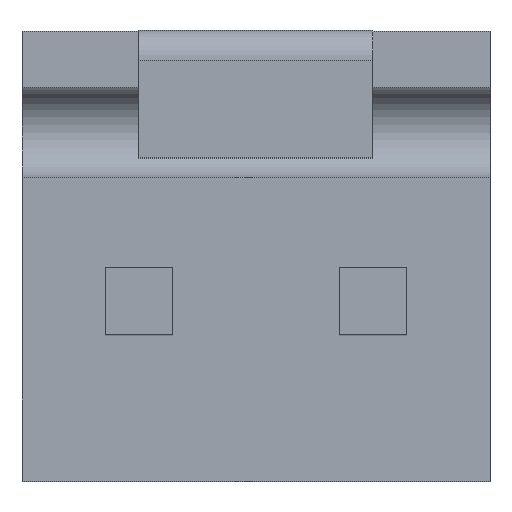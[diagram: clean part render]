
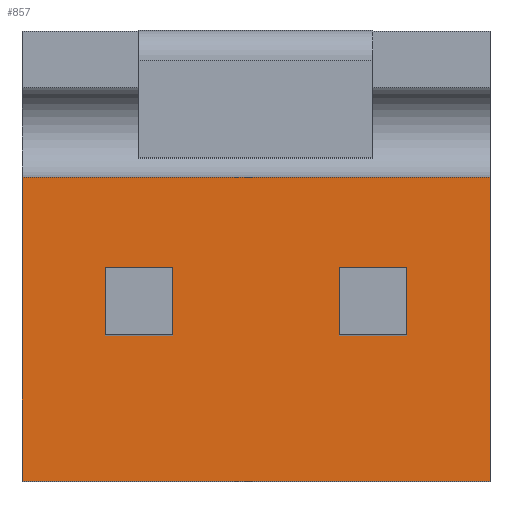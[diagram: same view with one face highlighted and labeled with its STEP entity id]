
A CAD part, top view. The second image highlights one B-rep face of the part: STEP entity #857.
In plain terms, the highlighted planar face has unit normal (0, 0, 1).
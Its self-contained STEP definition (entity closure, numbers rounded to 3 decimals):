
#89=DIRECTION('',(0.,-1.,0.));
#90=VECTOR('',#89,5.144);
#91=CARTESIAN_POINT('',(-3.962,2.108,0.));
#92=LINE('',#91,#90);
#201=DIRECTION('',(1.,0.,0.));
#202=VECTOR('',#201,7.925);
#203=CARTESIAN_POINT('',(-3.962,-3.035,0.));
#204=LINE('',#203,#202);
#205=DIRECTION('',(1.,0.,0.));
#206=VECTOR('',#205,7.925);
#207=CARTESIAN_POINT('',(-3.962,2.108,0.));
#208=LINE('',#207,#206);
#209=DIRECTION('',(0.,-1.,0.));
#210=VECTOR('',#209,1.143);
#211=CARTESIAN_POINT('',(1.41,0.572,0.));
#212=LINE('',#211,#210);
#213=DIRECTION('',(1.,0.,0.));
#214=VECTOR('',#213,1.143);
#215=CARTESIAN_POINT('',(1.41,-0.572,0.));
#216=LINE('',#215,#214);
#217=DIRECTION('',(0.,-1.,0.));
#218=VECTOR('',#217,1.143);
#219=CARTESIAN_POINT('',(2.553,0.572,0.));
#220=LINE('',#219,#218);
#221=DIRECTION('',(1.,0.,0.));
#222=VECTOR('',#221,1.143);
#223=CARTESIAN_POINT('',(1.41,0.572,0.));
#224=LINE('',#223,#222);
#225=DIRECTION('',(0.,-1.,0.));
#226=VECTOR('',#225,1.143);
#227=CARTESIAN_POINT('',(-2.553,0.572,0.));
#228=LINE('',#227,#226);
#229=DIRECTION('',(1.,0.,0.));
#230=VECTOR('',#229,1.143);
#231=CARTESIAN_POINT('',(-2.553,-0.572,0.));
#232=LINE('',#231,#230);
#233=DIRECTION('',(0.,-1.,0.));
#234=VECTOR('',#233,1.143);
#235=CARTESIAN_POINT('',(-1.41,0.572,0.));
#236=LINE('',#235,#234);
#237=DIRECTION('',(1.,0.,0.));
#238=VECTOR('',#237,1.143);
#239=CARTESIAN_POINT('',(-2.553,0.572,0.));
#240=LINE('',#239,#238);
#351=DIRECTION('',(0.,-1.,0.));
#352=VECTOR('',#351,5.144);
#353=CARTESIAN_POINT('',(3.962,2.108,0.));
#354=LINE('',#353,#352);
#500=CARTESIAN_POINT('',(-3.962,2.108,0.));
#501=VERTEX_POINT('',#500);
#502=CARTESIAN_POINT('',(-3.962,-3.035,0.));
#503=VERTEX_POINT('',#502);
#520=CARTESIAN_POINT('',(3.962,2.108,0.));
#521=VERTEX_POINT('',#520);
#522=CARTESIAN_POINT('',(3.962,-3.035,0.));
#523=VERTEX_POINT('',#522);
#588=CARTESIAN_POINT('',(1.41,0.572,0.));
#589=CARTESIAN_POINT('',(1.41,-0.572,0.));
#590=VERTEX_POINT('',#588);
#591=VERTEX_POINT('',#589);
#592=CARTESIAN_POINT('',(2.553,0.572,0.));
#593=CARTESIAN_POINT('',(2.553,-0.572,0.));
#594=VERTEX_POINT('',#592);
#595=VERTEX_POINT('',#593);
#620=CARTESIAN_POINT('',(-2.553,0.572,0.));
#621=CARTESIAN_POINT('',(-2.553,-0.572,0.));
#622=VERTEX_POINT('',#620);
#623=VERTEX_POINT('',#621);
#624=CARTESIAN_POINT('',(-1.41,0.572,0.));
#625=CARTESIAN_POINT('',(-1.41,-0.572,0.));
#626=VERTEX_POINT('',#624);
#627=VERTEX_POINT('',#625);
#824=CARTESIAN_POINT('',(-3.962,2.108,0.));
#825=DIRECTION('',(0.,0.,1.));
#826=DIRECTION('',(0.,-1.,0.));
#827=AXIS2_PLACEMENT_3D('',#824,#825,#826);
#828=PLANE('',#827);
#829=ORIENTED_EDGE('',*,*,#649,.F.);
#831=ORIENTED_EDGE('',*,*,#830,.T.);
#833=ORIENTED_EDGE('',*,*,#832,.T.);
#834=ORIENTED_EDGE('',*,*,#816,.F.);
#835=EDGE_LOOP('',(#829,#831,#833,#834));
#836=FACE_OUTER_BOUND('',#835,.F.);
#838=ORIENTED_EDGE('',*,*,#837,.T.);
#840=ORIENTED_EDGE('',*,*,#839,.T.);
#842=ORIENTED_EDGE('',*,*,#841,.F.);
#844=ORIENTED_EDGE('',*,*,#843,.F.);
#845=EDGE_LOOP('',(#838,#840,#842,#844));
#846=FACE_BOUND('',#845,.F.);
#848=ORIENTED_EDGE('',*,*,#847,.T.);
#850=ORIENTED_EDGE('',*,*,#849,.T.);
#852=ORIENTED_EDGE('',*,*,#851,.F.);
#854=ORIENTED_EDGE('',*,*,#853,.F.);
#855=EDGE_LOOP('',(#848,#850,#852,#854));
#856=FACE_BOUND('',#855,.F.);
#857=ADVANCED_FACE('',(#836,#846,#856),#828,.T.);
#649=EDGE_CURVE('',#501,#503,#92,.T.);
#816=EDGE_CURVE('',#503,#523,#204,.T.);
#830=EDGE_CURVE('',#501,#521,#208,.T.);
#832=EDGE_CURVE('',#521,#523,#354,.T.);
#837=EDGE_CURVE('',#590,#591,#212,.T.);
#839=EDGE_CURVE('',#591,#595,#216,.T.);
#841=EDGE_CURVE('',#594,#595,#220,.T.);
#843=EDGE_CURVE('',#590,#594,#224,.T.);
#847=EDGE_CURVE('',#622,#623,#228,.T.);
#849=EDGE_CURVE('',#623,#627,#232,.T.);
#851=EDGE_CURVE('',#626,#627,#236,.T.);
#853=EDGE_CURVE('',#622,#626,#240,.T.);
